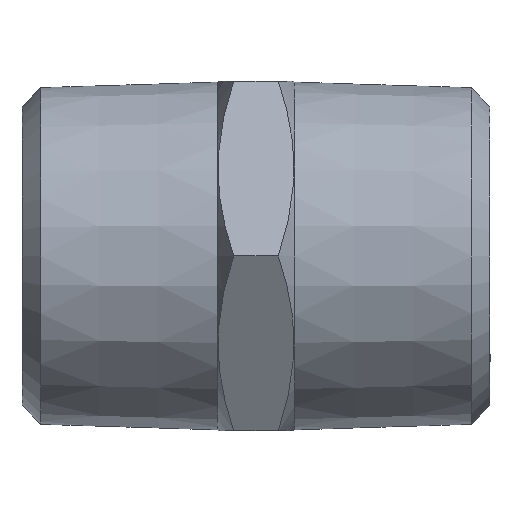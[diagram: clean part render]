
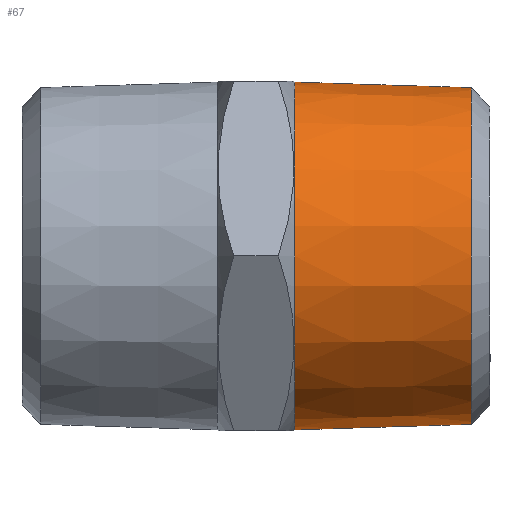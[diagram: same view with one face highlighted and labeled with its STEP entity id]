
A CAD part, left-side view. The second image highlights one B-rep face of the part: STEP entity #67.
In plain terms, the highlighted conical face has half-angle 1.788 degrees and reference radius 16.9 mm.
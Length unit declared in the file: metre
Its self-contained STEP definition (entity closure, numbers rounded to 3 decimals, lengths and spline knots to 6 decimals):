
#67 = ADVANCED_FACE( 'NONE', ( #139, #140 ), #141, .T. );
#139 = FACE_OUTER_BOUND( '', #208, .T. );
#140 = FACE_BOUND( '', #209, .T. );
#141 = CONICAL_SURFACE( '', #210, 0.0169, 0.031 );
#208 = EDGE_LOOP( '', ( #328 ) );
#209 = EDGE_LOOP( '', ( #329 ) );
#210 = AXIS2_PLACEMENT_3D( '', #330, #331, #332 );
#328 = ORIENTED_EDGE( '', *, *, #375, .T. );
#329 = ORIENTED_EDGE( '', *, *, #395, .F. );
#330 = CARTESIAN_POINT( '', ( 0., -0.0075, 0. ) );
#331 = DIRECTION( '', ( 0., 1., 0. ) );
#332 = DIRECTION( '', ( 0., 0., 1. ) );
#375 = EDGE_CURVE( 'NONE', #437, #437, #438, .T. );
#395 = EDGE_CURVE( 'NONE', #467, #467, #468, .T. );
#437 = VERTEX_POINT( '', #718 );
#438 = CIRCLE( '', #719, 0.0169 );
#467 = VERTEX_POINT( '', #824 );
#468 = CIRCLE( '', #825, 0.016363 );
#718 = CARTESIAN_POINT( '', ( 0.0169, -0.0075, 0. ) );
#719 = AXIS2_PLACEMENT_3D( '', #841, #842, #843 );
#824 = CARTESIAN_POINT( '', ( 0., -0.024701, 0.016363 ) );
#825 = AXIS2_PLACEMENT_3D( '', #863, #864, #865 );
#841 = CARTESIAN_POINT( '', ( 0., -0.0075, 0. ) );
#842 = DIRECTION( '', ( 0., -1., 0. ) );
#843 = DIRECTION( '', ( 1., 0., 0. ) );
#863 = CARTESIAN_POINT( '', ( 0., -0.024701, 0. ) );
#864 = DIRECTION( '', ( 0., -1., 0. ) );
#865 = DIRECTION( '', ( 0., 0., 1. ) );
